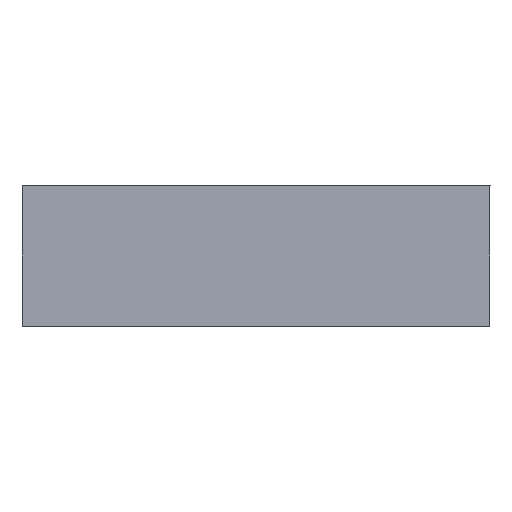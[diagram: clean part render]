
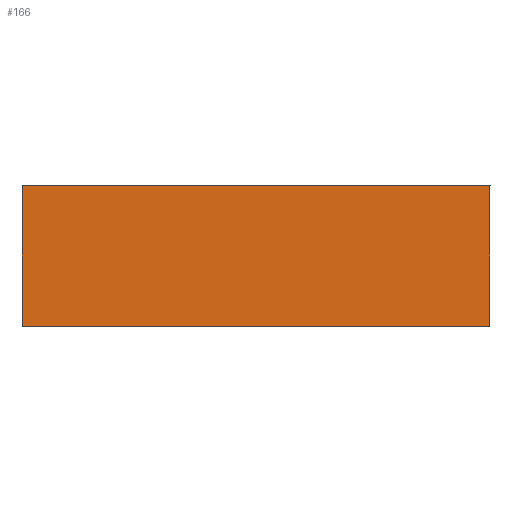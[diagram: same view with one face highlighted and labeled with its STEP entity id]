
A CAD part, left-side view. The second image highlights one B-rep face of the part: STEP entity #166.
In plain terms, the highlighted planar face has unit normal (-1, 0, 0).
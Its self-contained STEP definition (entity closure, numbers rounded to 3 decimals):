
#153=AXIS2_PLACEMENT_3D('Plane Axis2P3D',#150,#151,#152) ;
#36=CARTESIAN_POINT('Line Origine',(0.,5.,0.)) ;
#40=CARTESIAN_POINT('Vertex',(0.,0.,0.)) ;
#42=CARTESIAN_POINT('Vertex',(0.,10.,0.)) ;
#83=CARTESIAN_POINT('Line Origine',(0.,10.,1.5)) ;
#87=CARTESIAN_POINT('Vertex',(0.,10.,3.)) ;
#131=CARTESIAN_POINT('Line Origine',(0.,0.,1.5)) ;
#135=CARTESIAN_POINT('Vertex',(0.,0.,3.)) ;
#150=CARTESIAN_POINT('Axis2P3D Location',(0.,0.,0.)) ;
#155=CARTESIAN_POINT('Line Origine',(0.,5.,3.)) ;
#37=DIRECTION('Vector Direction',(0.,1.,0.)) ;
#84=DIRECTION('Vector Direction',(0.,0.,1.)) ;
#132=DIRECTION('Vector Direction',(0.,0.,-1.)) ;
#151=DIRECTION('Axis2P3D Direction',(1.,-0.,0.)) ;
#152=DIRECTION('Axis2P3D XDirection',(0.,0.,-1.)) ;
#156=DIRECTION('Vector Direction',(0.,1.,0.)) ;
#38=VECTOR('Line Direction',#37,1.) ;
#85=VECTOR('Line Direction',#84,1.) ;
#133=VECTOR('Line Direction',#132,1.) ;
#157=VECTOR('Line Direction',#156,1.) ;
#161=ORIENTED_EDGE('',*,*,#89,.F.) ;
#162=ORIENTED_EDGE('',*,*,#44,.F.) ;
#163=ORIENTED_EDGE('',*,*,#137,.F.) ;
#164=ORIENTED_EDGE('',*,*,#159,.T.) ;
#166=ADVANCED_FACE('MANIFOLD_SOLID_BREP #208',(#165),#154,.F.) ;
#44=EDGE_CURVE('',#41,#43,#39,.T.) ;
#89=EDGE_CURVE('',#43,#88,#86,.T.) ;
#137=EDGE_CURVE('',#136,#41,#134,.T.) ;
#159=EDGE_CURVE('',#136,#88,#158,.T.) ;
#160=EDGE_LOOP('',(#161,#162,#163,#164)) ;
#165=FACE_OUTER_BOUND('',#160,.T.) ;
#39=LINE('Line',#36,#38) ;
#86=LINE('Line',#83,#85) ;
#134=LINE('Line',#131,#133) ;
#158=LINE('Line',#155,#157) ;
#154=PLANE('',#153) ;
#41=VERTEX_POINT('',#40) ;
#43=VERTEX_POINT('',#42) ;
#88=VERTEX_POINT('',#87) ;
#136=VERTEX_POINT('',#135) ;
